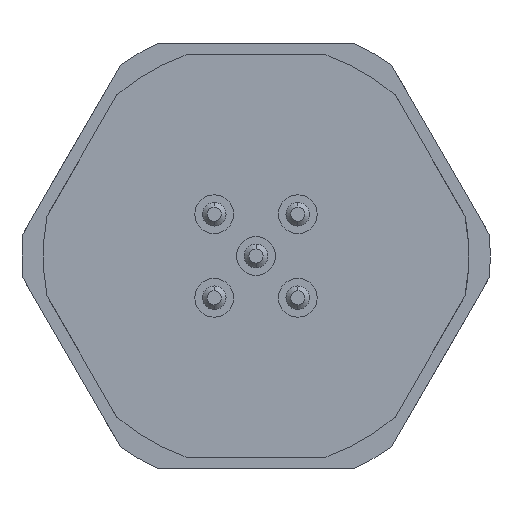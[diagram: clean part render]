
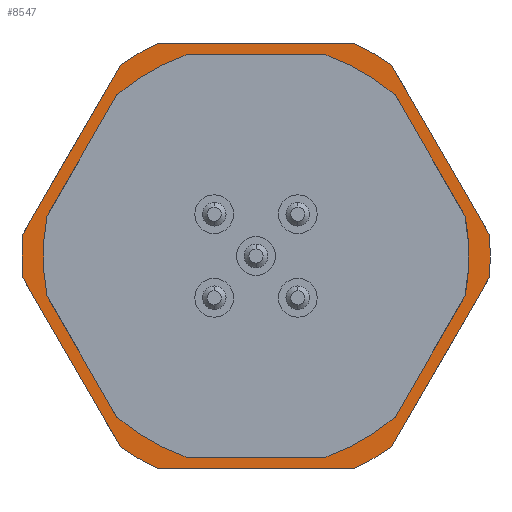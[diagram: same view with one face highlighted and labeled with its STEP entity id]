
A CAD part, front view. The second image highlights one B-rep face of the part: STEP entity #8547.
In plain terms, the highlighted planar face has unit normal (0, -1, 0).
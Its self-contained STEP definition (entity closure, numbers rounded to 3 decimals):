
#116 = CARTESIAN_POINT ( 'NONE',  ( 0., 3.6, 9. ) ) ;
#335 = DIRECTION ( 'NONE',  ( 1., 0., 0. ) ) ;
#453 = ORIENTED_EDGE ( 'NONE', *, *, #13506, .F. ) ;
#634 = CARTESIAN_POINT ( 'NONE',  ( -5.732, 3.6, -8.072 ) ) ;
#652 = CARTESIAN_POINT ( 'NONE',  ( 14.4, 3.6, -7.2 ) ) ;
#667 = LINE ( 'NONE', #8450, #2516 ) ;
#1320 = CIRCLE ( 'NONE', #31710, 9.9 ) ;
#1362 = DIRECTION ( 'NONE',  ( 0., 1., 0. ) ) ;
#1452 = EDGE_CURVE ( 'NONE', #5980, #6267, #27432, .T. ) ;
#1788 = EDGE_CURVE ( 'NONE', #9869, #5980, #667, .T. ) ;
#1994 = DIRECTION ( 'NONE',  ( 0., 1., 0. ) ) ;
#2060 = CIRCLE ( 'NONE', #29798, 9.9 ) ;
#2516 = VECTOR ( 'NONE', #8570, 1000. ) ;
#2597 = DIRECTION ( 'NONE',  ( 0., 0., -1. ) ) ;
#2625 = DIRECTION ( 'NONE',  ( 0., 1., 0. ) ) ;
#2656 = CARTESIAN_POINT ( 'NONE',  ( 0., 3.6, 0. ) ) ;
#3128 = DIRECTION ( 'NONE',  ( -0.5, 0., 0.866 ) ) ;
#3144 = CARTESIAN_POINT ( 'NONE',  ( 0., 3.6, 7.2 ) ) ;
#3409 = DIRECTION ( 'NONE',  ( 0., 0., -1. ) ) ;
#3546 = CARTESIAN_POINT ( 'NONE',  ( -5.732, 3.6, 8.072 ) ) ;
#3634 = ORIENTED_EDGE ( 'NONE', *, *, #1788, .F. ) ;
#4130 = ORIENTED_EDGE ( 'NONE', *, *, #25307, .F. ) ;
#4418 = EDGE_CURVE ( 'NONE', #6267, #5504, #7968, .T. ) ;
#4817 = VERTEX_POINT ( 'NONE', #29378 ) ;
#5418 = VERTEX_POINT ( 'NONE', #15999 ) ;
#5504 = VERTEX_POINT ( 'NONE', #14847 ) ;
#5577 = VERTEX_POINT ( 'NONE', #14186 ) ;
#5824 = CARTESIAN_POINT ( 'NONE',  ( 9.856, 3.6, -0.928 ) ) ;
#5980 = VERTEX_POINT ( 'NONE', #3546 ) ;
#6267 = VERTEX_POINT ( 'NONE', #27786 ) ;
#6405 = VERTEX_POINT ( 'NONE', #26589 ) ;
#6596 = LINE ( 'NONE', #25739, #22724 ) ;
#6701 = DIRECTION ( 'NONE',  ( 0., 1., 0. ) ) ;
#6744 = VERTEX_POINT ( 'NONE', #20845 ) ;
#7093 = VERTEX_POINT ( 'NONE', #17906 ) ;
#7255 = VERTEX_POINT ( 'NONE', #16409 ) ;
#7925 = ORIENTED_EDGE ( 'NONE', *, *, #11473, .F. ) ;
#7968 = LINE ( 'NONE', #116, #18320 ) ;
#8080 = EDGE_CURVE ( 'NONE', #5418, #11857, #10076, .T. ) ;
#8342 = VERTEX_POINT ( 'NONE', #26218 ) ;
#8450 = CARTESIAN_POINT ( 'NONE',  ( -9.856, 3.6, 0.928 ) ) ;
#8451 = ORIENTED_EDGE ( 'NONE', *, *, #22611, .F. ) ;
#8547 = ADVANCED_FACE ( 'NONE', ( #13686, #18622 ), #24133, .F. ) ;
#8570 = DIRECTION ( 'NONE',  ( 0.5, 0., 0.866 ) ) ;
#8612 = EDGE_CURVE ( 'NONE', #5577, #5418, #21906, .T. ) ;
#8650 = EDGE_CURVE ( 'NONE', #6405, #26769, #13327, .T. ) ;
#9869 = VERTEX_POINT ( 'NONE', #30993 ) ;
#10076 = CIRCLE ( 'NONE', #22316, 9.9 ) ;
#10190 = DIRECTION ( 'NONE',  ( -0.5, 0., -0.866 ) ) ;
#10208 = ORIENTED_EDGE ( 'NONE', *, *, #18065, .F. ) ;
#11473 = EDGE_CURVE ( 'NONE', #7093, #6744, #6596, .T. ) ;
#11857 = VERTEX_POINT ( 'NONE', #5824 ) ;
#12133 = AXIS2_PLACEMENT_3D ( 'NONE', #26109, #26101, #26069 ) ;
#13327 =( BOUNDED_CURVE ( )  B_SPLINE_CURVE ( 3, ( #22646, #22601, #22531, #22524 ),
 .UNSPECIFIED., .F., .F. ) 
 B_SPLINE_CURVE_WITH_KNOTS ( ( 4, 4 ),
 ( 0., 1. ),
 .UNSPECIFIED. ) 
 CURVE ( )  GEOMETRIC_REPRESENTATION_ITEM ( )  RATIONAL_B_SPLINE_CURVE ( ( 1., 0.333, 0.333, 1. ) ) 
 REPRESENTATION_ITEM ( '' )  );
#13416 = CIRCLE ( 'NONE', #31106, 9.9 ) ;
#13506 = EDGE_CURVE ( 'NONE', #8342, #9869, #2060, .T. ) ;
#13686 = FACE_BOUND ( 'NONE', #17763, .T. ) ;
#14186 = CARTESIAN_POINT ( 'NONE',  ( 5.732, 3.6, 8.072 ) ) ;
#14847 = CARTESIAN_POINT ( 'NONE',  ( 4.124, 3.6, 9. ) ) ;
#14864 = EDGE_CURVE ( 'NONE', #5504, #5577, #13416, .T. ) ;
#15811 = CARTESIAN_POINT ( 'NONE',  ( 0., 3.6, -7.2 ) ) ;
#15999 = CARTESIAN_POINT ( 'NONE',  ( 9.856, 3.6, 0.928 ) ) ;
#16409 = CARTESIAN_POINT ( 'NONE',  ( -5.732, 3.6, -8.072 ) ) ;
#16950 = VECTOR ( 'NONE', #3128, 1000. ) ;
#17202 = CARTESIAN_POINT ( 'NONE',  ( 0., 3.6, 0. ) ) ;
#17210 = EDGE_LOOP ( 'NONE', ( #20046, #32957, #25693, #17673, #27519, #28039, #3634, #453, #10208, #24743, #7925, #8451 ) ) ;
#17673 = ORIENTED_EDGE ( 'NONE', *, *, #14864, .F. ) ;
#17763 = EDGE_LOOP ( 'NONE', ( #22516, #4130 ) ) ;
#17906 = CARTESIAN_POINT ( 'NONE',  ( 4.124, 3.6, -9. ) ) ;
#18065 = EDGE_CURVE ( 'NONE', #7255, #8342, #22850, .T. ) ;
#18266 = VECTOR ( 'NONE', #22684, 1000. ) ;
#18320 = VECTOR ( 'NONE', #335, 1000. ) ;
#18421 = CARTESIAN_POINT ( 'NONE',  ( 14.4, 3.6, 7.2 ) ) ;
#18622 = FACE_OUTER_BOUND ( 'NONE', #17210, .T. ) ;
#18944 = CARTESIAN_POINT ( 'NONE',  ( 0., 3.6, 0. ) ) ;
#19416 =( BOUNDED_CURVE ( )  B_SPLINE_CURVE ( 3, ( #15811, #652, #18421, #3144 ),
 .UNSPECIFIED., .F., .F. ) 
 B_SPLINE_CURVE_WITH_KNOTS ( ( 4, 4 ),
 ( 0., 1. ),
 .UNSPECIFIED. ) 
 CURVE ( )  GEOMETRIC_REPRESENTATION_ITEM ( )  RATIONAL_B_SPLINE_CURVE ( ( 1., 0.333, 0.333, 1. ) ) 
 REPRESENTATION_ITEM ( '' )  );
#19523 = EDGE_CURVE ( 'NONE', #11857, #4817, #32051, .T. ) ;
#19855 = DIRECTION ( 'NONE',  ( 0., 0., -1. ) ) ;
#20046 = ORIENTED_EDGE ( 'NONE', *, *, #19523, .F. ) ;
#20430 = DIRECTION ( 'NONE',  ( 0., 0., -1. ) ) ;
#20476 = DIRECTION ( 'NONE',  ( 0., 1., 0. ) ) ;
#20508 = CARTESIAN_POINT ( 'NONE',  ( 0., 3.6, 0. ) ) ;
#20845 = CARTESIAN_POINT ( 'NONE',  ( -4.124, 3.6, -9. ) ) ;
#21251 = CIRCLE ( 'NONE', #26127, 9.9 ) ;
#21906 = LINE ( 'NONE', #22875, #18266 ) ;
#22284 = CARTESIAN_POINT ( 'NONE',  ( 0., 3.6, 0. ) ) ;
#22316 = AXIS2_PLACEMENT_3D ( 'NONE', #2656, #2625, #2597 ) ;
#22516 = ORIENTED_EDGE ( 'NONE', *, *, #8650, .F. ) ;
#22524 = CARTESIAN_POINT ( 'NONE',  ( 0., 3.6, -7.2 ) ) ;
#22531 = CARTESIAN_POINT ( 'NONE',  ( -14.4, 3.6, -7.2 ) ) ;
#22601 = CARTESIAN_POINT ( 'NONE',  ( -14.4, 3.6, 7.2 ) ) ;
#22611 = EDGE_CURVE ( 'NONE', #4817, #7093, #1320, .T. ) ;
#22646 = CARTESIAN_POINT ( 'NONE',  ( 0., 3.6, 7.2 ) ) ;
#22684 = DIRECTION ( 'NONE',  ( 0.5, 0., -0.866 ) ) ;
#22712 = EDGE_CURVE ( 'NONE', #6744, #7255, #21251, .T. ) ;
#22724 = VECTOR ( 'NONE', #25490, 1000. ) ;
#22850 = LINE ( 'NONE', #634, #16950 ) ;
#22875 = CARTESIAN_POINT ( 'NONE',  ( 5.732, 3.6, 8.072 ) ) ;
#23915 = DIRECTION ( 'NONE',  ( 0., 0., 1. ) ) ;
#23938 = DIRECTION ( 'NONE',  ( 0., 1., 0. ) ) ;
#23979 = CARTESIAN_POINT ( 'NONE',  ( 0., 3.6, 0. ) ) ;
#24133 = PLANE ( 'NONE',  #24354 ) ;
#24354 = AXIS2_PLACEMENT_3D ( 'NONE', #23979, #23938, #23915 ) ;
#24743 = ORIENTED_EDGE ( 'NONE', *, *, #22712, .F. ) ;
#24924 = DIRECTION ( 'NONE',  ( 0., 0., -1. ) ) ;
#25307 = EDGE_CURVE ( 'NONE', #26769, #6405, #19416, .T. ) ;
#25490 = DIRECTION ( 'NONE',  ( -1., 0., 0. ) ) ;
#25693 = ORIENTED_EDGE ( 'NONE', *, *, #8612, .F. ) ;
#25739 = CARTESIAN_POINT ( 'NONE',  ( 0., 3.6, -9. ) ) ;
#26069 = DIRECTION ( 'NONE',  ( 0., 0., -1. ) ) ;
#26101 = DIRECTION ( 'NONE',  ( 0., 1., 0. ) ) ;
#26109 = CARTESIAN_POINT ( 'NONE',  ( 0., 3.6, 0. ) ) ;
#26127 = AXIS2_PLACEMENT_3D ( 'NONE', #17202, #1994, #19855 ) ;
#26218 = CARTESIAN_POINT ( 'NONE',  ( -9.856, 3.6, -0.928 ) ) ;
#26589 = CARTESIAN_POINT ( 'NONE',  ( 0., 3.6, 7.2 ) ) ;
#26769 = VERTEX_POINT ( 'NONE', #28722 ) ;
#27432 = CIRCLE ( 'NONE', #12133, 9.9 ) ;
#27519 = ORIENTED_EDGE ( 'NONE', *, *, #4418, .F. ) ;
#27786 = CARTESIAN_POINT ( 'NONE',  ( -4.124, 3.6, 9. ) ) ;
#28039 = ORIENTED_EDGE ( 'NONE', *, *, #1452, .F. ) ;
#28493 = CARTESIAN_POINT ( 'NONE',  ( 9.856, 3.6, -0.928 ) ) ;
#28722 = CARTESIAN_POINT ( 'NONE',  ( 0., 3.6, -7.2 ) ) ;
#29378 = CARTESIAN_POINT ( 'NONE',  ( 5.732, 3.6, -8.072 ) ) ;
#29798 = AXIS2_PLACEMENT_3D ( 'NONE', #20508, #20476, #20430 ) ;
#30993 = CARTESIAN_POINT ( 'NONE',  ( -9.856, 3.6, 0.928 ) ) ;
#31106 = AXIS2_PLACEMENT_3D ( 'NONE', #18944, #1362, #3409 ) ;
#31710 = AXIS2_PLACEMENT_3D ( 'NONE', #22284, #6701, #24924 ) ;
#32051 = LINE ( 'NONE', #28493, #32438 ) ;
#32438 = VECTOR ( 'NONE', #10190, 1000. ) ;
#32957 = ORIENTED_EDGE ( 'NONE', *, *, #8080, .F. ) ;
